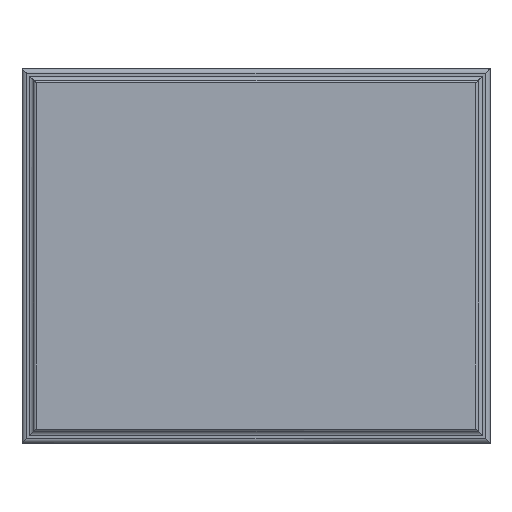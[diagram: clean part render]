
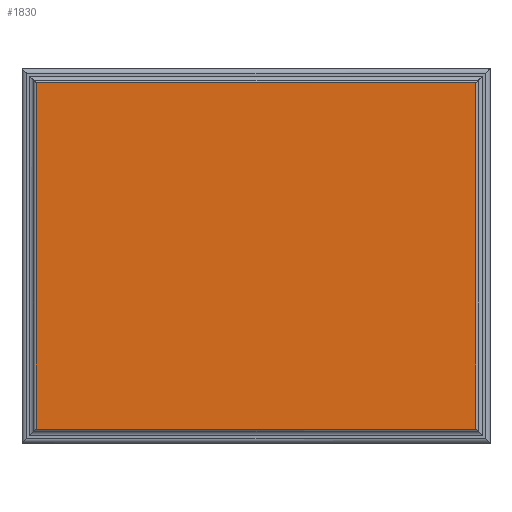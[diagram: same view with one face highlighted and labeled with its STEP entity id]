
A CAD part, top view. The second image highlights one B-rep face of the part: STEP entity #1830.
In plain terms, the highlighted planar face has unit normal (0, 0, 1).
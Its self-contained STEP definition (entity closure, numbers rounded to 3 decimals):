
#50 = LINE ( 'NONE', #613, #1442 ) ;
#111 = PLANE ( 'NONE',  #863 ) ;
#154 = CARTESIAN_POINT ( 'NONE',  ( 0.94, 0.74, 0.45 ) ) ;
#240 = EDGE_CURVE ( 'NONE', #777, #2158, #1884, .T. ) ;
#265 = LINE ( 'NONE', #1937, #1410 ) ;
#346 = VECTOR ( 'NONE', #1377, 1000. ) ;
#424 = ORIENTED_EDGE ( 'NONE', *, *, #2115, .T. ) ;
#507 = CARTESIAN_POINT ( 'NONE',  ( 0.94, -0.74, 0.45 ) ) ;
#613 = CARTESIAN_POINT ( 'NONE',  ( 0., 0.74, 0.45 ) ) ;
#730 = EDGE_LOOP ( 'NONE', ( #1194, #1135, #796, #424 ) ) ;
#777 = VERTEX_POINT ( 'NONE', #2120 ) ;
#796 = ORIENTED_EDGE ( 'NONE', *, *, #897, .T. ) ;
#863 = AXIS2_PLACEMENT_3D ( 'NONE', #866, #1822, #1063 ) ;
#866 = CARTESIAN_POINT ( 'NONE',  ( 0., 0., 0.45 ) ) ;
#897 = EDGE_CURVE ( 'NONE', #1294, #1376, #265, .T. ) ;
#1025 = DIRECTION ( 'NONE',  ( 0., 1., 0. ) ) ;
#1063 = DIRECTION ( 'NONE',  ( -1., 0., 0. ) ) ;
#1111 = DIRECTION ( 'NONE',  ( -1., 0., 0. ) ) ;
#1135 = ORIENTED_EDGE ( 'NONE', *, *, #1278, .T. ) ;
#1153 = CARTESIAN_POINT ( 'NONE',  ( -0.94, -0.74, 0.45 ) ) ;
#1194 = ORIENTED_EDGE ( 'NONE', *, *, #240, .T. ) ;
#1243 = VECTOR ( 'NONE', #2071, 1000. ) ;
#1278 = EDGE_CURVE ( 'NONE', #2158, #1294, #1559, .T. ) ;
#1294 = VERTEX_POINT ( 'NONE', #507 ) ;
#1339 = CARTESIAN_POINT ( 'NONE',  ( -0.94, 0., 0.45 ) ) ;
#1376 = VERTEX_POINT ( 'NONE', #154 ) ;
#1377 = DIRECTION ( 'NONE',  ( 1., 0., 0. ) ) ;
#1410 = VECTOR ( 'NONE', #1025, 1000. ) ;
#1442 = VECTOR ( 'NONE', #1111, 1000. ) ;
#1533 = FACE_OUTER_BOUND ( 'NONE', #730, .T. ) ;
#1559 = LINE ( 'NONE', #2076, #346 ) ;
#1822 = DIRECTION ( 'NONE',  ( 0., 0., -1. ) ) ;
#1830 = ADVANCED_FACE ( 'NONE', ( #1533 ), #111, .F. ) ;
#1884 = LINE ( 'NONE', #1339, #1243 ) ;
#1937 = CARTESIAN_POINT ( 'NONE',  ( 0.94, 0., 0.45 ) ) ;
#2071 = DIRECTION ( 'NONE',  ( 0., -1., 0. ) ) ;
#2076 = CARTESIAN_POINT ( 'NONE',  ( 0., -0.74, 0.45 ) ) ;
#2115 = EDGE_CURVE ( 'NONE', #1376, #777, #50, .T. ) ;
#2120 = CARTESIAN_POINT ( 'NONE',  ( -0.94, 0.74, 0.45 ) ) ;
#2158 = VERTEX_POINT ( 'NONE', #1153 ) ;
